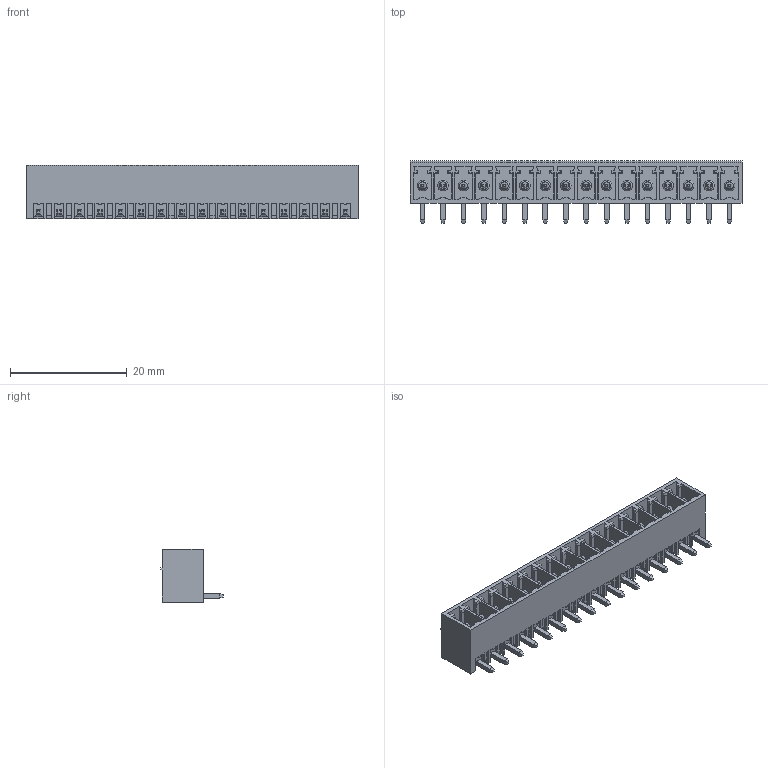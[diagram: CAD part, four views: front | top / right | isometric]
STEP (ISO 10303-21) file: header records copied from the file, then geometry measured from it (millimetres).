
FILE_DESCRIPTION(('STEP AP214'),'1');
FILE_NAME('PV16-3,5-H-P.stp','2018-11-29T15:33:05',(' '),(' '),'Spatial InterOp 3D',' ',' ');
FILE_SCHEMA(('AUTOMOTIVE_DESIGN { 1 0 10303 214 1 1 1 1 }'));
Length unit declared in the file: metre
Products named in the file (1): 1
Bounding box: 56.8 x 10.65 x 9.2 mm (x, y, z)
Volume: 1937.1 mm3; surface area: 4829 mm2
Topology: 1 solids, 1 shells, 965 faces, 2553 edges, 1638 vertices
Faces by surface type: plane 884, cylinder 49, cone 16, torus 16
Full cylindrical faces by diameter (mm): 1.8 x16
Entity records: 36566 total; most frequent: CARTESIAN_POINT 5189, ORIENTED_EDGE 5010, DIRECTION 4535, EDGE_CURVE 2505, LINE 2343, VECTOR 2343, VERTEX_POINT 1622, AXIS2_PLACEMENT_3D 1096
